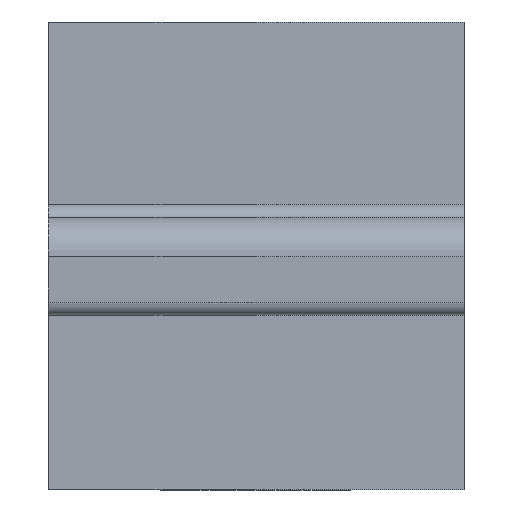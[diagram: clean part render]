
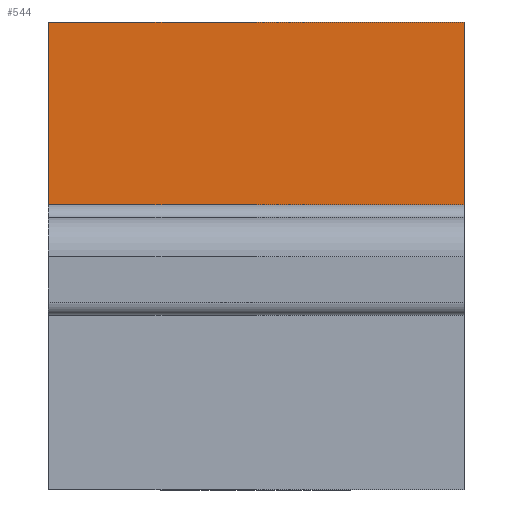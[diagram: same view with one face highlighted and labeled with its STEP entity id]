
A CAD part, front view. The second image highlights one B-rep face of the part: STEP entity #544.
In plain terms, the highlighted planar face has unit normal (0, -1, 0).
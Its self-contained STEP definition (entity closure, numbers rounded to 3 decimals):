
#29=PLANE('',#604);
#48=FACE_OUTER_BOUND('',#77,.T.);
#77=EDGE_LOOP('',(#414,#415,#416,#417));
#127=LINE('',#840,#182);
#144=LINE('',#891,#199);
#147=LINE('',#895,#202);
#148=LINE('',#897,#203);
#182=VECTOR('',#663,1000.);
#199=VECTOR('',#698,1000.);
#202=VECTOR('',#703,1000.);
#203=VECTOR('',#706,1000.);
#244=VERTEX_POINT('',#837);
#245=VERTEX_POINT('',#839);
#269=VERTEX_POINT('',#888);
#270=VERTEX_POINT('',#890);
#299=EDGE_CURVE('',#244,#245,#127,.T.);
#324=EDGE_CURVE('',#270,#269,#144,.T.);
#327=EDGE_CURVE('',#244,#270,#147,.T.);
#328=EDGE_CURVE('',#245,#269,#148,.T.);
#414=ORIENTED_EDGE('',*,*,#324,.T.);
#415=ORIENTED_EDGE('',*,*,#328,.F.);
#416=ORIENTED_EDGE('',*,*,#299,.F.);
#417=ORIENTED_EDGE('',*,*,#327,.T.);
#544=ADVANCED_FACE('',(#48),#29,.F.);
#604=AXIS2_PLACEMENT_3D('',#896,#704,#705);
#663=DIRECTION('',(0.,0.,-1.));
#698=DIRECTION('',(0.,0.,-1.));
#703=DIRECTION('',(-1.,0.,0.));
#704=DIRECTION('center_axis',(0.,1.,0.));
#705=DIRECTION('ref_axis',(0.,0.,1.));
#706=DIRECTION('',(-1.,0.,0.));
#837=CARTESIAN_POINT('',(32.,9.,36.));
#839=CARTESIAN_POINT('',(32.,9.,21.95));
#840=CARTESIAN_POINT('',(32.,9.,36.));
#888=CARTESIAN_POINT('',(0.,9.,21.95));
#890=CARTESIAN_POINT('',(0.,9.,36.));
#891=CARTESIAN_POINT('',(0.,9.,36.));
#895=CARTESIAN_POINT('',(32.,9.,36.));
#896=CARTESIAN_POINT('Origin',(32.,9.,36.));
#897=CARTESIAN_POINT('',(32.,9.,21.95));
